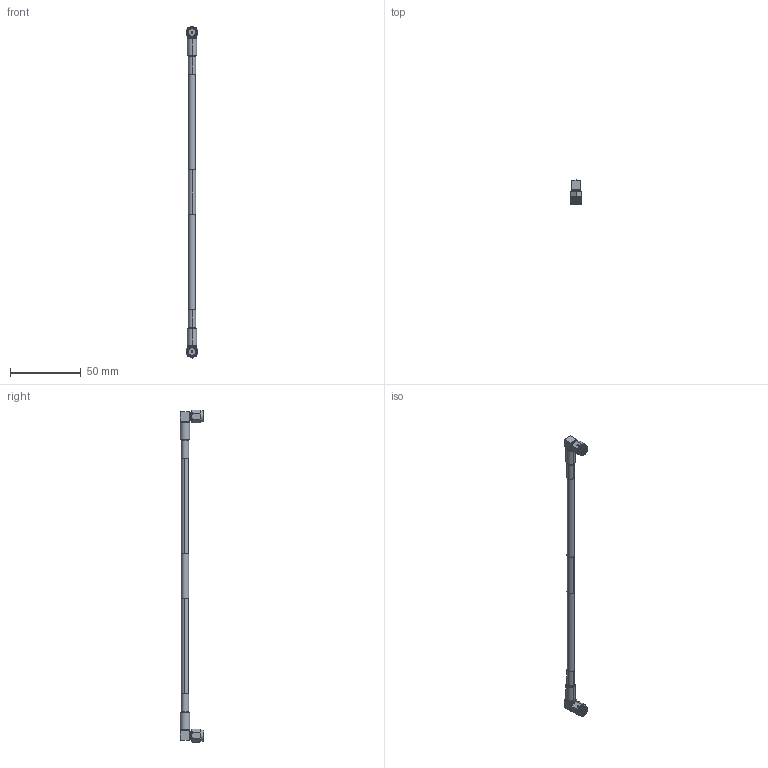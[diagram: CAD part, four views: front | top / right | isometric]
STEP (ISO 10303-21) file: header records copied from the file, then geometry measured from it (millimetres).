
FILE_DESCRIPTION (( 'STEP AP214' ), '1' );
FILE_NAME ('FMC00491_3D.step', '2023-02-10T01:05:20', ( '' ), ( '' ), 'SwSTEP 2.0', 'SolidWorks 2022', '' );
FILE_SCHEMA (( 'AUTOMOTIVE_DESIGN' ));
Length unit declared in the file: inch
Products named in the file (5): Copy of SC7030^FMC00491; Copy of LMR-200-UF^FMC00491_8 in Length; FMC00491_3D; Copy (2) of SC7030^FMC00491; Part1^FMC00491
Assembly tree (4 placements, depth 2):
  FMC00491_3D
    Copy of SC7030^FMC00491
    Copy (2) of SC7030^FMC00491
    Copy of LMR-200-UF^FMC00491_8 in Length
    Part1^FMC00491
Bounding box: 7.92 x 16.66 x 234.85 mm (x, y, z)
Volume: 5615 mm3; surface area: 8845.9 mm2
Topology: 6 solids, 6 shells, 2274 faces, 4770 edges, 2524 vertices
Faces by surface type: bspline 1606, cylinder 466, plane 108, cone 78, torus 16
Entity records: 147548 total; most frequent: CARTESIAN_POINT 117847, ORIENTED_EDGE 9540, EDGE_CURVE 4770, VERTEX_POINT 2524, EDGE_LOOP 2296, FACE_OUTER_BOUND 2274, ADVANCED_FACE 2274, DIRECTION 2174
